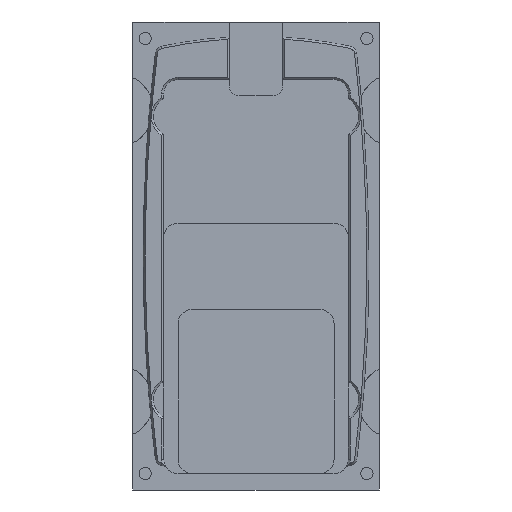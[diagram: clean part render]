
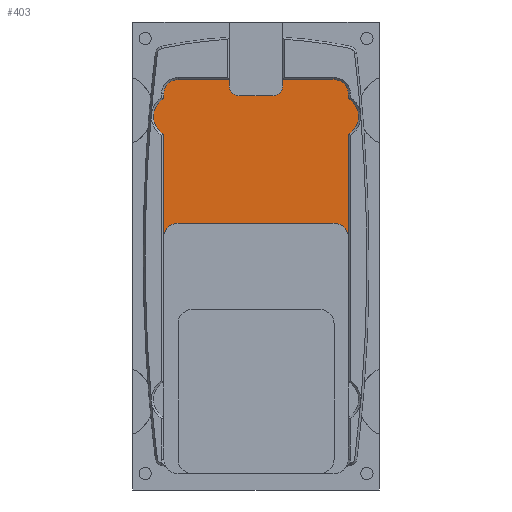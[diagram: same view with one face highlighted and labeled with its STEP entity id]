
A CAD part, front view. The second image highlights one B-rep face of the part: STEP entity #403.
In plain terms, the highlighted planar face has unit normal (0, -1, 0).
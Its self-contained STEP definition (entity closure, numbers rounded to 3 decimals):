
#3 = EDGE_CURVE ( 'NONE', #2760, #2551, #2363, .T. ) ;
#24 = CARTESIAN_POINT ( 'NONE',  ( 8.548, 5., 31.746 ) ) ;
#34 = CIRCLE ( 'NONE', #803, 3.5 ) ;
#53 = FACE_OUTER_BOUND ( 'NONE', #933, .T. ) ;
#114 = DIRECTION ( 'NONE',  ( 0., -1., 0. ) ) ;
#121 = CARTESIAN_POINT ( 'NONE',  ( -16.952, 5., 66.746 ) ) ;
#143 = CARTESIAN_POINT ( 'NONE',  ( -3.952, 5., 65.246 ) ) ;
#150 = AXIS2_PLACEMENT_3D ( 'NONE', #738, #2145, #2181 ) ;
#157 = DIRECTION ( 'NONE',  ( 0., 0., -1. ) ) ;
#170 = EDGE_CURVE ( 'NONE', #2749, #3198, #680, .T. ) ;
#171 = CARTESIAN_POINT ( 'NONE',  ( -32.952, 5., 0. ) ) ;
#179 = VERTEX_POINT ( 'NONE', #961 ) ;
#278 = CARTESIAN_POINT ( 'NONE',  ( -3.952, 5., 0. ) ) ;
#327 = DIRECTION ( 'NONE',  ( 0., 1., 0. ) ) ;
#390 = DIRECTION ( 'NONE',  ( 0., 0., -1. ) ) ;
#403 = ADVANCED_FACE ( 'NONE', ( #53 ), #1752, .T. ) ;
#408 = VECTOR ( 'NONE', #503, 1000. ) ;
#417 = DIRECTION ( 'NONE',  ( 0., -1., 0. ) ) ;
#503 = DIRECTION ( 'NONE',  ( 0., 0., -1. ) ) ;
#510 = ORIENTED_EDGE ( 'NONE', *, *, #3304, .T. ) ;
#540 = CARTESIAN_POINT ( 'NONE',  ( 9.548, 5., 57.746 ) ) ;
#582 = VERTEX_POINT ( 'NONE', #1310 ) ;
#613 = ORIENTED_EDGE ( 'NONE', *, *, #1518, .T. ) ;
#625 = EDGE_CURVE ( 'NONE', #1027, #1375, #1806, .T. ) ;
#629 = VERTEX_POINT ( 'NONE', #121 ) ;
#648 = ORIENTED_EDGE ( 'NONE', *, *, #3044, .T. ) ;
#655 = DIRECTION ( 'NONE',  ( 0., 0., -1. ) ) ;
#680 = LINE ( 'NONE', #2088, #1672 ) ;
#695 = VERTEX_POINT ( 'NONE', #2871 ) ;
#703 = DIRECTION ( 'NONE',  ( 0., 0., -1. ) ) ;
#738 = CARTESIAN_POINT ( 'NONE',  ( -29.452, 5., 28.246 ) ) ;
#775 = VERTEX_POINT ( 'NONE', #143 ) ;
#803 = AXIS2_PLACEMENT_3D ( 'NONE', #2904, #417, #1539 ) ;
#807 = VECTOR ( 'NONE', #2105, 1000. ) ;
#826 = EDGE_CURVE ( 'NONE', #2630, #3198, #3472, .T. ) ;
#830 = VECTOR ( 'NONE', #3340, 1000. ) ;
#913 = ORIENTED_EDGE ( 'NONE', *, *, #826, .T. ) ;
#929 = CARTESIAN_POINT ( 'NONE',  ( 8.548, 5., 28.246 ) ) ;
#933 = EDGE_LOOP ( 'NONE', ( #2008, #1585, #2602, #3145, #648, #913, #2590, #3273, #1208, #510, #3257, #2116, #1606, #3346, #613, #2288, #935, #1093 ) ) ;
#935 = ORIENTED_EDGE ( 'NONE', *, *, #3, .T. ) ;
#940 = LINE ( 'NONE', #1525, #807 ) ;
#956 = VERTEX_POINT ( 'NONE', #2140 ) ;
#960 = CARTESIAN_POINT ( 'NONE',  ( 12.048, 5., 28.246 ) ) ;
#961 = CARTESIAN_POINT ( 'NONE',  ( -29.452, 5., 66.746 ) ) ;
#1009 = EDGE_CURVE ( 'NONE', #179, #1264, #34, .T. ) ;
#1010 = VERTEX_POINT ( 'NONE', #2632 ) ;
#1027 = VERTEX_POINT ( 'NONE', #1399 ) ;
#1066 = AXIS2_PLACEMENT_3D ( 'NONE', #2896, #114, #703 ) ;
#1093 = ORIENTED_EDGE ( 'NONE', *, *, #2211, .F. ) ;
#1158 = AXIS2_PLACEMENT_3D ( 'NONE', #2258, #327, #2005 ) ;
#1163 = DIRECTION ( 'NONE',  ( 0., 1., 0. ) ) ;
#1174 = DIRECTION ( 'NONE',  ( 0., -1., 0. ) ) ;
#1178 = VECTOR ( 'NONE', #157, 1000. ) ;
#1208 = ORIENTED_EDGE ( 'NONE', *, *, #625, .F. ) ;
#1249 = CARTESIAN_POINT ( 'NONE',  ( -32.952, 5., 63.246 ) ) ;
#1253 = DIRECTION ( 'NONE',  ( 0., -1., 0. ) ) ;
#1263 = VECTOR ( 'NONE', #2329, 1000. ) ;
#1264 = VERTEX_POINT ( 'NONE', #1249 ) ;
#1273 = EDGE_CURVE ( 'NONE', #2002, #1010, #940, .T. ) ;
#1298 = LINE ( 'NONE', #2420, #1755 ) ;
#1310 = CARTESIAN_POINT ( 'NONE',  ( -6.452, 5., 62.746 ) ) ;
#1375 = VERTEX_POINT ( 'NONE', #960 ) ;
#1399 = CARTESIAN_POINT ( 'NONE',  ( 12.048, 5., 53.416 ) ) ;
#1401 = DIRECTION ( 'NONE',  ( 0., 0., -1. ) ) ;
#1404 = LINE ( 'NONE', #2230, #830 ) ;
#1436 = CARTESIAN_POINT ( 'NONE',  ( -14.452, 5., 62.746 ) ) ;
#1461 = CARTESIAN_POINT ( 'NONE',  ( 8.548, 5., 66.746 ) ) ;
#1507 = VECTOR ( 'NONE', #2546, 1000. ) ;
#1518 = EDGE_CURVE ( 'NONE', #775, #582, #2884, .T. ) ;
#1525 = CARTESIAN_POINT ( 'NONE',  ( 0., 5., 66.746 ) ) ;
#1539 = DIRECTION ( 'NONE',  ( 0., 0., -1. ) ) ;
#1547 = EDGE_CURVE ( 'NONE', #2626, #1761, #3353, .T. ) ;
#1585 = ORIENTED_EDGE ( 'NONE', *, *, #1009, .T. ) ;
#1606 = ORIENTED_EDGE ( 'NONE', *, *, #1273, .T. ) ;
#1617 = EDGE_CURVE ( 'NONE', #1010, #775, #2495, .T. ) ;
#1663 = DIRECTION ( 'NONE',  ( 0., -1., 0. ) ) ;
#1672 = VECTOR ( 'NONE', #2933, 1000. ) ;
#1690 = CARTESIAN_POINT ( 'NONE',  ( 12.048, 5., 0. ) ) ;
#1707 = CIRCLE ( 'NONE', #2339, 5. ) ;
#1746 = CARTESIAN_POINT ( 'NONE',  ( -16.952, 5., 65.246 ) ) ;
#1752 = PLANE ( 'NONE',  #2478 ) ;
#1755 = VECTOR ( 'NONE', #1893, 1000. ) ;
#1761 = VERTEX_POINT ( 'NONE', #2654 ) ;
#1787 = CARTESIAN_POINT ( 'NONE',  ( -32.952, 5., 0. ) ) ;
#1806 = LINE ( 'NONE', #3144, #1263 ) ;
#1893 = DIRECTION ( 'NONE',  ( 0., 0., -1. ) ) ;
#1956 = CARTESIAN_POINT ( 'NONE',  ( -14.452, 5., 65.246 ) ) ;
#1983 = CIRCLE ( 'NONE', #2846, 5. ) ;
#2002 = VERTEX_POINT ( 'NONE', #1461 ) ;
#2005 = DIRECTION ( 'NONE',  ( 0., 0., -1. ) ) ;
#2008 = ORIENTED_EDGE ( 'NONE', *, *, #3566, .T. ) ;
#2033 = DIRECTION ( 'NONE',  ( 0., 0., -1. ) ) ;
#2088 = CARTESIAN_POINT ( 'NONE',  ( -32.952, 5., 31.746 ) ) ;
#2105 = DIRECTION ( 'NONE',  ( -1., 0., 0. ) ) ;
#2116 = ORIENTED_EDGE ( 'NONE', *, *, #3338, .T. ) ;
#2140 = CARTESIAN_POINT ( 'NONE',  ( -32.952, 5., 62.077 ) ) ;
#2145 = DIRECTION ( 'NONE',  ( 0., 1., 0. ) ) ;
#2148 = EDGE_CURVE ( 'NONE', #1264, #956, #3396, .T. ) ;
#2181 = DIRECTION ( 'NONE',  ( 0., 0., -1. ) ) ;
#2211 = EDGE_CURVE ( 'NONE', #629, #2551, #1298, .T. ) ;
#2230 = CARTESIAN_POINT ( 'NONE',  ( -16.952, 5., 62.746 ) ) ;
#2258 = CARTESIAN_POINT ( 'NONE',  ( -6.452, 5., 65.246 ) ) ;
#2272 = CIRCLE ( 'NONE', #1066, 3.5 ) ;
#2276 = AXIS2_PLACEMENT_3D ( 'NONE', #929, #3432, #2033 ) ;
#2288 = ORIENTED_EDGE ( 'NONE', *, *, #2802, .F. ) ;
#2329 = DIRECTION ( 'NONE',  ( 0., 0., -1. ) ) ;
#2339 = AXIS2_PLACEMENT_3D ( 'NONE', #540, #1663, #2754 ) ;
#2360 = CARTESIAN_POINT ( 'NONE',  ( -30.452, 5., 57.746 ) ) ;
#2363 = CIRCLE ( 'NONE', #2939, 2.5 ) ;
#2398 = LINE ( 'NONE', #171, #408 ) ;
#2420 = CARTESIAN_POINT ( 'NONE',  ( -16.952, 5., 0. ) ) ;
#2448 = CARTESIAN_POINT ( 'NONE',  ( 0., 5., 66.746 ) ) ;
#2478 = AXIS2_PLACEMENT_3D ( 'NONE', #3147, #1174, #655 ) ;
#2495 = LINE ( 'NONE', #278, #3460 ) ;
#2506 = CIRCLE ( 'NONE', #2276, 3.5 ) ;
#2546 = DIRECTION ( 'NONE',  ( 0., 0., -1. ) ) ;
#2549 = DIRECTION ( 'NONE',  ( 0., 0., -1. ) ) ;
#2551 = VERTEX_POINT ( 'NONE', #1746 ) ;
#2554 = EDGE_CURVE ( 'NONE', #2749, #1375, #2506, .T. ) ;
#2590 = ORIENTED_EDGE ( 'NONE', *, *, #170, .F. ) ;
#2602 = ORIENTED_EDGE ( 'NONE', *, *, #2148, .T. ) ;
#2626 = VERTEX_POINT ( 'NONE', #3509 ) ;
#2630 = VERTEX_POINT ( 'NONE', #3215 ) ;
#2632 = CARTESIAN_POINT ( 'NONE',  ( -3.952, 5., 66.746 ) ) ;
#2654 = CARTESIAN_POINT ( 'NONE',  ( 12.048, 5., 62.077 ) ) ;
#2749 = VERTEX_POINT ( 'NONE', #24 ) ;
#2754 = DIRECTION ( 'NONE',  ( 0., 0., -1. ) ) ;
#2760 = VERTEX_POINT ( 'NONE', #1436 ) ;
#2788 = VECTOR ( 'NONE', #2975, 1000. ) ;
#2802 = EDGE_CURVE ( 'NONE', #2760, #582, #1404, .T. ) ;
#2846 = AXIS2_PLACEMENT_3D ( 'NONE', #2360, #1253, #390 ) ;
#2871 = CARTESIAN_POINT ( 'NONE',  ( -32.952, 5., 53.416 ) ) ;
#2884 = CIRCLE ( 'NONE', #1158, 2.5 ) ;
#2896 = CARTESIAN_POINT ( 'NONE',  ( 8.548, 5., 63.246 ) ) ;
#2904 = CARTESIAN_POINT ( 'NONE',  ( -29.452, 5., 63.246 ) ) ;
#2933 = DIRECTION ( 'NONE',  ( -1., 0., 0. ) ) ;
#2939 = AXIS2_PLACEMENT_3D ( 'NONE', #1956, #1163, #2549 ) ;
#2975 = DIRECTION ( 'NONE',  ( -1., 0., 0. ) ) ;
#3044 = EDGE_CURVE ( 'NONE', #695, #2630, #2398, .T. ) ;
#3144 = CARTESIAN_POINT ( 'NONE',  ( 12.048, 5., 0. ) ) ;
#3145 = ORIENTED_EDGE ( 'NONE', *, *, #3342, .T. ) ;
#3147 = CARTESIAN_POINT ( 'NONE',  ( 0., 5., 0. ) ) ;
#3198 = VERTEX_POINT ( 'NONE', #3329 ) ;
#3215 = CARTESIAN_POINT ( 'NONE',  ( -32.952, 5., 28.246 ) ) ;
#3257 = ORIENTED_EDGE ( 'NONE', *, *, #1547, .F. ) ;
#3273 = ORIENTED_EDGE ( 'NONE', *, *, #2554, .T. ) ;
#3304 = EDGE_CURVE ( 'NONE', #1027, #1761, #1707, .T. ) ;
#3329 = CARTESIAN_POINT ( 'NONE',  ( -29.452, 5., 31.746 ) ) ;
#3338 = EDGE_CURVE ( 'NONE', #2626, #2002, #2272, .T. ) ;
#3340 = DIRECTION ( 'NONE',  ( 1., 0., 0. ) ) ;
#3342 = EDGE_CURVE ( 'NONE', #956, #695, #1983, .T. ) ;
#3346 = ORIENTED_EDGE ( 'NONE', *, *, #1617, .T. ) ;
#3353 = LINE ( 'NONE', #1690, #1507 ) ;
#3396 = LINE ( 'NONE', #1787, #1178 ) ;
#3432 = DIRECTION ( 'NONE',  ( 0., 1., 0. ) ) ;
#3460 = VECTOR ( 'NONE', #1401, 1000. ) ;
#3472 = CIRCLE ( 'NONE', #150, 3.5 ) ;
#3508 = LINE ( 'NONE', #2448, #2788 ) ;
#3509 = CARTESIAN_POINT ( 'NONE',  ( 12.048, 5., 63.246 ) ) ;
#3566 = EDGE_CURVE ( 'NONE', #629, #179, #3508, .T. ) ;
